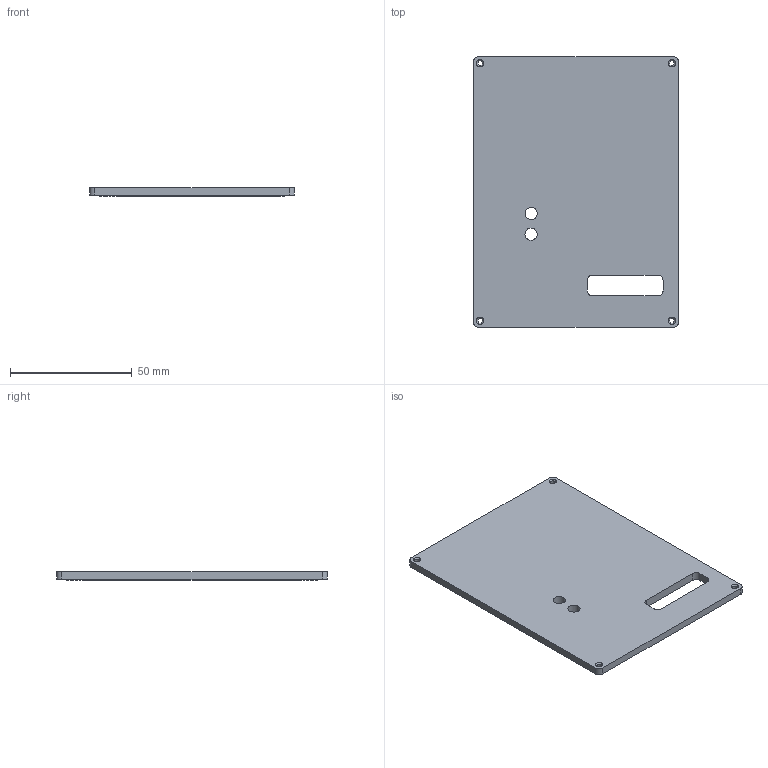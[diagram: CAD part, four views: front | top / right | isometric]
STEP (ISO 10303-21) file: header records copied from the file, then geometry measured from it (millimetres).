
FILE_DESCRIPTION( ( '' ), ' ' );
FILE_NAME( '5e46bd50552870162144d068.step', '2020-02-14T15:31:29', ( '' ), ( '' ), ' ', ' ', ' ' );
FILE_SCHEMA( ( 'AUTOMOTIVE_DESIGN { 1 0 10303 214 1 1 1 1 }' ) );
Length unit declared in the file: metre
Products named in the file (1): case top v1
Bounding box: 84 x 111 x 3.5 mm (x, y, z)
Volume: 30765.6 mm3; surface area: 19793.8 mm2
Topology: 1 solids, 1 shells, 37 faces, 98 edges, 64 vertices
Faces by surface type: cylinder 18, plane 15, cone 4
Full cylindrical faces by diameter (mm): 2 x4, 5 x2
Entity records: 1450 total; most frequent: DIRECTION 204, CARTESIAN_POINT 190, ORIENTED_EDGE 176, EDGE_CURVE 88, AXIS2_PLACEMENT_3D 78, VERTEX_POINT 64, EDGE_LOOP 62, LINE 48
